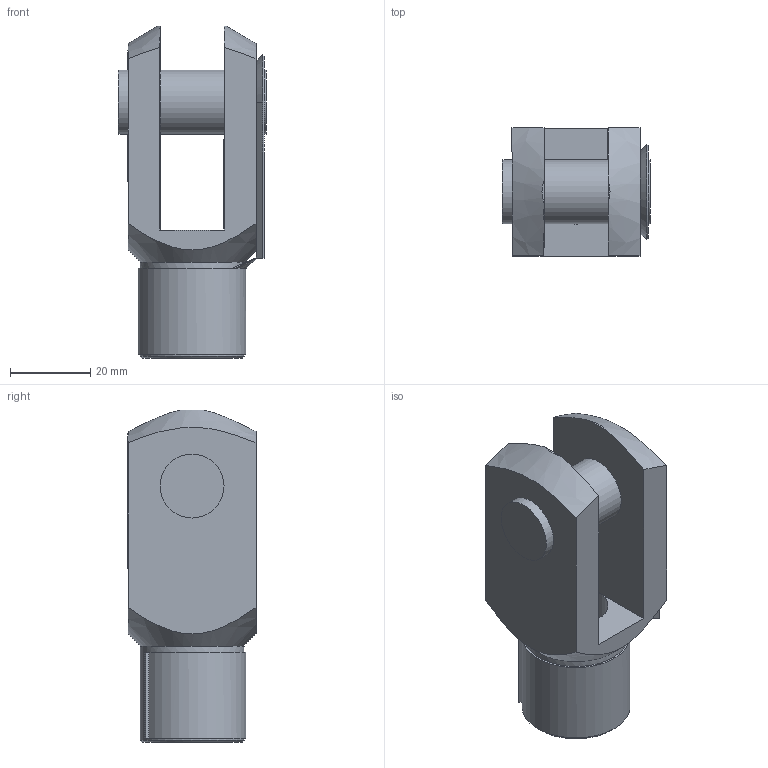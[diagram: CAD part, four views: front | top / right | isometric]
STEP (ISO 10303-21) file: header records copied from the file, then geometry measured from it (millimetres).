
FILE_DESCRIPTION((''),'2;1');
FILE_NAME('1320_50_13_1F.stp','2006-07-10T16:06:21',('rivolro1'),(''),'Autodesk Inventor 11','Autodesk Inventor 11','');
FILE_SCHEMA(('AUTOMOTIVE_DESIGN { 1 0 10303 214 1 1 1 1 }'));
Length unit declared in the file: millimetre
Products named in the file (1): 1320_50_13_1F
Bounding box: 37 x 32 x 83 mm (x, y, z)
Volume: 42632.4 mm3; surface area: 14949.1 mm2
Topology: 1 solids, 1 shells, 52 faces, 133 edges, 82 vertices
Faces by surface type: plane 34, cylinder 7, cone 7, bspline 4
Full cylindrical faces by diameter (mm): 16 x3, 26 x1
Entity records: 1570 total; most frequent: CARTESIAN_POINT 376, ORIENTED_EDGE 242, DIRECTION 233, EDGE_CURVE 121, AXIS2_PLACEMENT_3D 80, VERTEX_POINT 79, VECTOR 73, LINE 73
